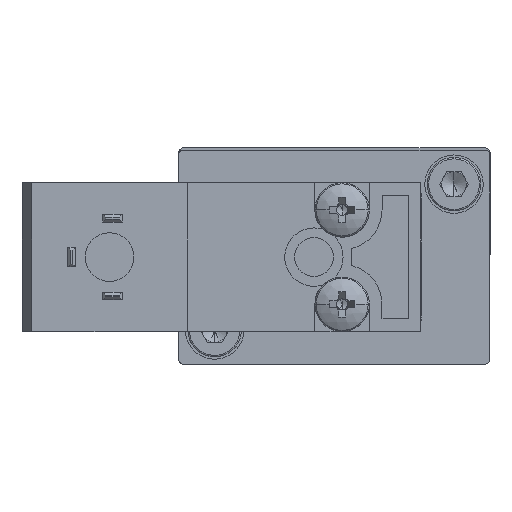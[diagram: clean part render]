
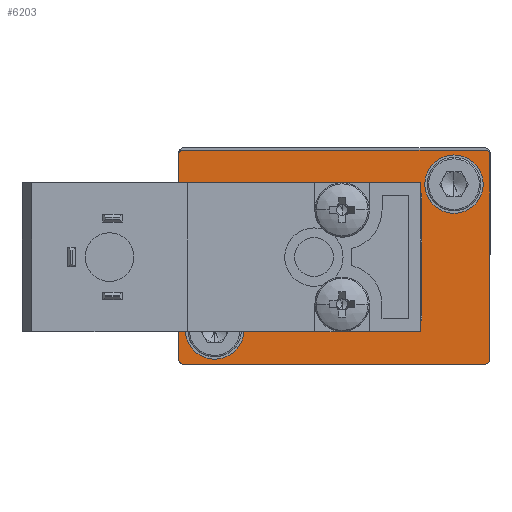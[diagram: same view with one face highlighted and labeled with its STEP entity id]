
A CAD part, left-side view. The second image highlights one B-rep face of the part: STEP entity #6203.
In plain terms, the highlighted planar face has unit normal (-1, 0, 0).
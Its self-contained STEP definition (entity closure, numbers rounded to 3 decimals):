
#215 = VERTEX_POINT ( 'NONE', #15002 ) ;
#272 = ORIENTED_EDGE ( 'NONE', *, *, #19510, .F. ) ;
#381 = DIRECTION ( 'NONE',  ( -1., 0., 0. ) ) ;
#394 = AXIS2_PLACEMENT_3D ( 'NONE', #15759, #2817, #19753 ) ;
#575 = CARTESIAN_POINT ( 'NONE',  ( -35.05, 17.6, 10. ) ) ;
#614 = DIRECTION ( 'NONE',  ( -1., 0., 0. ) ) ;
#900 = VECTOR ( 'NONE', #16328, 1000. ) ;
#986 = VERTEX_POINT ( 'NONE', #19259 ) ;
#1350 = ORIENTED_EDGE ( 'NONE', *, *, #17462, .T. ) ;
#1702 = DIRECTION ( 'NONE',  ( 0., 0., -1. ) ) ;
#1821 = DIRECTION ( 'NONE',  ( -1., 0., 0. ) ) ;
#1894 = EDGE_CURVE ( 'NONE', #22593, #3095, #11038, .T. ) ;
#1924 = CARTESIAN_POINT ( 'NONE',  ( -35.05, 28.3, 0.5 ) ) ;
#2169 = ORIENTED_EDGE ( 'NONE', *, *, #3671, .F. ) ;
#2179 = VERTEX_POINT ( 'NONE', #22681 ) ;
#2314 = AXIS2_PLACEMENT_3D ( 'NONE', #23059, #614, #8340 ) ;
#2403 = CARTESIAN_POINT ( 'NONE',  ( -35.05, 32., 0.5 ) ) ;
#2817 = DIRECTION ( 'NONE',  ( -1., 0., 0. ) ) ;
#2917 = AXIS2_PLACEMENT_3D ( 'NONE', #11147, #3841, #13249 ) ;
#3053 = VERTEX_POINT ( 'NONE', #8333 ) ;
#3095 = VERTEX_POINT ( 'NONE', #12093 ) ;
#3131 = DIRECTION ( 'NONE',  ( 0., -1., 0. ) ) ;
#3333 = ORIENTED_EDGE ( 'NONE', *, *, #21524, .F. ) ;
#3531 = ORIENTED_EDGE ( 'NONE', *, *, #7415, .F. ) ;
#3671 = EDGE_CURVE ( 'NONE', #215, #11459, #13580, .T. ) ;
#3841 = DIRECTION ( 'NONE',  ( -1., 0., 0. ) ) ;
#3959 = EDGE_LOOP ( 'NONE', ( #12089, #10032 ) ) ;
#4216 = VERTEX_POINT ( 'NONE', #6577 ) ;
#4224 = CIRCLE ( 'NONE', #7785, 3. ) ;
#4333 = AXIS2_PLACEMENT_3D ( 'NONE', #16045, #4810, #10315 ) ;
#4810 = DIRECTION ( 'NONE',  ( -1., 0., 0. ) ) ;
#5232 = DIRECTION ( 'NONE',  ( 0., 0., 1. ) ) ;
#5257 = DIRECTION ( 'NONE',  ( 0., 1., 0. ) ) ;
#5296 = VERTEX_POINT ( 'NONE', #6937 ) ;
#5495 = CARTESIAN_POINT ( 'NONE',  ( -35.05, 32., 0. ) ) ;
#5937 = DIRECTION ( 'NONE',  ( -1., 0., 0. ) ) ;
#5958 = EDGE_CURVE ( 'NONE', #2179, #16044, #8060, .T. ) ;
#6154 = ORIENTED_EDGE ( 'NONE', *, *, #12005, .F. ) ;
#6200 = CIRCLE ( 'NONE', #394, 0.5 ) ;
#6203 = ADVANCED_FACE ( 'NONE', ( #11538, #15649, #12418 ), #21522, .T. ) ;
#6366 = ORIENTED_EDGE ( 'NONE', *, *, #11748, .F. ) ;
#6577 = CARTESIAN_POINT ( 'NONE',  ( -35.05, 3.7, 15.5 ) ) ;
#6647 = CARTESIAN_POINT ( 'NONE',  ( -35.05, 31.5, 0.5 ) ) ;
#6937 = CARTESIAN_POINT ( 'NONE',  ( -35.05, 0., 0.5 ) ) ;
#7262 = CARTESIAN_POINT ( 'NONE',  ( -35.05, 32., 0. ) ) ;
#7415 = EDGE_CURVE ( 'NONE', #18519, #17525, #14706, .T. ) ;
#7629 = CARTESIAN_POINT ( 'NONE',  ( -35.05, 0.5, 0.5 ) ) ;
#7665 = CARTESIAN_POINT ( 'NONE',  ( -35.05, 28.3, 3.5 ) ) ;
#7785 = AXIS2_PLACEMENT_3D ( 'NONE', #7665, #1821, #22380 ) ;
#8013 = VECTOR ( 'NONE', #11361, 1000. ) ;
#8060 = CIRCLE ( 'NONE', #2917, 0.5 ) ;
#8333 = CARTESIAN_POINT ( 'NONE',  ( -35.05, 32., 12. ) ) ;
#8340 = DIRECTION ( 'NONE',  ( 0., 0., -1. ) ) ;
#8539 = VECTOR ( 'NONE', #12220, 1000. ) ;
#9406 = LINE ( 'NONE', #15994, #20807 ) ;
#9627 = VERTEX_POINT ( 'NONE', #23893 ) ;
#9671 = DIRECTION ( 'NONE',  ( -1., 0., 0. ) ) ;
#9874 = CARTESIAN_POINT ( 'NONE',  ( -35.05, 3.7, 18.5 ) ) ;
#10032 = ORIENTED_EDGE ( 'NONE', *, *, #21363, .F. ) ;
#10207 = ORIENTED_EDGE ( 'NONE', *, *, #22722, .T. ) ;
#10272 = EDGE_LOOP ( 'NONE', ( #6366, #3333 ) ) ;
#10315 = DIRECTION ( 'NONE',  ( 0., 0., -1. ) ) ;
#10361 = CIRCLE ( 'NONE', #16543, 3. ) ;
#10917 = CIRCLE ( 'NONE', #14391, 3. ) ;
#10943 = EDGE_CURVE ( 'NONE', #17525, #11488, #17935, .T. ) ;
#11038 = CIRCLE ( 'NONE', #2314, 3. ) ;
#11147 = CARTESIAN_POINT ( 'NONE',  ( -35.05, 31.5, 21.5 ) ) ;
#11344 = VERTEX_POINT ( 'NONE', #12867 ) ;
#11361 = DIRECTION ( 'NONE',  ( 0., -1., 0. ) ) ;
#11459 = VERTEX_POINT ( 'NONE', #13355 ) ;
#11466 = DIRECTION ( 'NONE',  ( 0., 0., -1. ) ) ;
#11488 = VERTEX_POINT ( 'NONE', #575 ) ;
#11538 = FACE_BOUND ( 'NONE', #10272, .T. ) ;
#11637 = CARTESIAN_POINT ( 'NONE',  ( -35.05, 17.6, 11. ) ) ;
#11748 = EDGE_CURVE ( 'NONE', #4216, #11344, #10917, .T. ) ;
#12005 = EDGE_CURVE ( 'NONE', #11488, #9627, #15269, .T. ) ;
#12089 = ORIENTED_EDGE ( 'NONE', *, *, #1894, .F. ) ;
#12093 = CARTESIAN_POINT ( 'NONE',  ( -35.05, 28.3, 6.5 ) ) ;
#12209 = AXIS2_PLACEMENT_3D ( 'NONE', #11637, #381, #17251 ) ;
#12220 = DIRECTION ( 'NONE',  ( 0., 0., -1. ) ) ;
#12367 = DIRECTION ( 'NONE',  ( 0., 0., -1. ) ) ;
#12418 = FACE_OUTER_BOUND ( 'NONE', #12491, .T. ) ;
#12450 = VERTEX_POINT ( 'NONE', #20911 ) ;
#12491 = EDGE_LOOP ( 'NONE', ( #3531, #1350, #2169, #15704, #15729, #10207, #272, #12763, #22396, #16968, #6154, #21295 ) ) ;
#12527 = CARTESIAN_POINT ( 'NONE',  ( -35.05, 0., 0. ) ) ;
#12703 = CARTESIAN_POINT ( 'NONE',  ( -35.05, 17.6, 12. ) ) ;
#12763 = ORIENTED_EDGE ( 'NONE', *, *, #5958, .T. ) ;
#12867 = CARTESIAN_POINT ( 'NONE',  ( -35.05, 3.7, 21.5 ) ) ;
#12920 = DIRECTION ( 'NONE',  ( -1., 0., 0. ) ) ;
#13245 = CARTESIAN_POINT ( 'NONE',  ( -35.05, 32., 0. ) ) ;
#13249 = DIRECTION ( 'NONE',  ( 0., 0., -1. ) ) ;
#13306 = CARTESIAN_POINT ( 'NONE',  ( -35.05, 0., 10. ) ) ;
#13355 = CARTESIAN_POINT ( 'NONE',  ( -35.05, 31.5, 0. ) ) ;
#13378 = LINE ( 'NONE', #13245, #17491 ) ;
#13502 = LINE ( 'NONE', #12527, #8539 ) ;
#13580 = LINE ( 'NONE', #5495, #15948 ) ;
#13926 = CIRCLE ( 'NONE', #19343, 0.5 ) ;
#14157 = CARTESIAN_POINT ( 'NONE',  ( -35.05, 32., 21.5 ) ) ;
#14391 = AXIS2_PLACEMENT_3D ( 'NONE', #22259, #12920, #1702 ) ;
#14706 = LINE ( 'NONE', #7262, #900 ) ;
#15002 = CARTESIAN_POINT ( 'NONE',  ( -35.05, 0.5, 0. ) ) ;
#15269 = CIRCLE ( 'NONE', #12209, 1. ) ;
#15490 = EDGE_CURVE ( 'NONE', #9627, #3053, #23082, .T. ) ;
#15649 = FACE_BOUND ( 'NONE', #3959, .T. ) ;
#15704 = ORIENTED_EDGE ( 'NONE', *, *, #20610, .T. ) ;
#15729 = ORIENTED_EDGE ( 'NONE', *, *, #19456, .F. ) ;
#15759 = CARTESIAN_POINT ( 'NONE',  ( -35.05, 0.5, 21.5 ) ) ;
#15948 = VECTOR ( 'NONE', #18419, 1000. ) ;
#15994 = CARTESIAN_POINT ( 'NONE',  ( -35.05, 32., 22. ) ) ;
#16044 = VERTEX_POINT ( 'NONE', #14157 ) ;
#16045 = CARTESIAN_POINT ( 'NONE',  ( -35.05, 0., 0. ) ) ;
#16087 = EDGE_CURVE ( 'NONE', #3053, #16044, #13378, .T. ) ;
#16139 = DIRECTION ( 'NONE',  ( -1., 0., 0. ) ) ;
#16328 = DIRECTION ( 'NONE',  ( 0., 0., 1. ) ) ;
#16543 = AXIS2_PLACEMENT_3D ( 'NONE', #9874, #5937, #22943 ) ;
#16968 = ORIENTED_EDGE ( 'NONE', *, *, #15490, .F. ) ;
#17251 = DIRECTION ( 'NONE',  ( 0., 0., -1. ) ) ;
#17462 = EDGE_CURVE ( 'NONE', #18519, #11459, #23859, .T. ) ;
#17491 = VECTOR ( 'NONE', #5232, 1000. ) ;
#17525 = VERTEX_POINT ( 'NONE', #21705 ) ;
#17935 = LINE ( 'NONE', #13306, #8013 ) ;
#18113 = VECTOR ( 'NONE', #5257, 1000. ) ;
#18419 = DIRECTION ( 'NONE',  ( 0., 1., 0. ) ) ;
#18519 = VERTEX_POINT ( 'NONE', #2403 ) ;
#19259 = CARTESIAN_POINT ( 'NONE',  ( -35.05, 0.5, 22. ) ) ;
#19343 = AXIS2_PLACEMENT_3D ( 'NONE', #7629, #9671, #11466 ) ;
#19456 = EDGE_CURVE ( 'NONE', #12450, #5296, #13502, .T. ) ;
#19510 = EDGE_CURVE ( 'NONE', #2179, #986, #9406, .T. ) ;
#19753 = DIRECTION ( 'NONE',  ( 0., 0., -1. ) ) ;
#20438 = AXIS2_PLACEMENT_3D ( 'NONE', #6647, #16139, #12367 ) ;
#20610 = EDGE_CURVE ( 'NONE', #215, #5296, #13926, .T. ) ;
#20807 = VECTOR ( 'NONE', #3131, 1000. ) ;
#20911 = CARTESIAN_POINT ( 'NONE',  ( -35.05, 0., 21.5 ) ) ;
#21295 = ORIENTED_EDGE ( 'NONE', *, *, #10943, .F. ) ;
#21363 = EDGE_CURVE ( 'NONE', #3095, #22593, #4224, .T. ) ;
#21522 = PLANE ( 'NONE',  #4333 ) ;
#21524 = EDGE_CURVE ( 'NONE', #11344, #4216, #10361, .T. ) ;
#21705 = CARTESIAN_POINT ( 'NONE',  ( -35.05, 32., 10. ) ) ;
#22259 = CARTESIAN_POINT ( 'NONE',  ( -35.05, 3.7, 18.5 ) ) ;
#22380 = DIRECTION ( 'NONE',  ( 0., 0., -1. ) ) ;
#22396 = ORIENTED_EDGE ( 'NONE', *, *, #16087, .F. ) ;
#22593 = VERTEX_POINT ( 'NONE', #1924 ) ;
#22681 = CARTESIAN_POINT ( 'NONE',  ( -35.05, 31.5, 22. ) ) ;
#22722 = EDGE_CURVE ( 'NONE', #12450, #986, #6200, .T. ) ;
#22943 = DIRECTION ( 'NONE',  ( 0., 0., -1. ) ) ;
#23059 = CARTESIAN_POINT ( 'NONE',  ( -35.05, 28.3, 3.5 ) ) ;
#23082 = LINE ( 'NONE', #12703, #18113 ) ;
#23859 = CIRCLE ( 'NONE', #20438, 0.5 ) ;
#23893 = CARTESIAN_POINT ( 'NONE',  ( -35.05, 17.6, 12. ) ) ;
